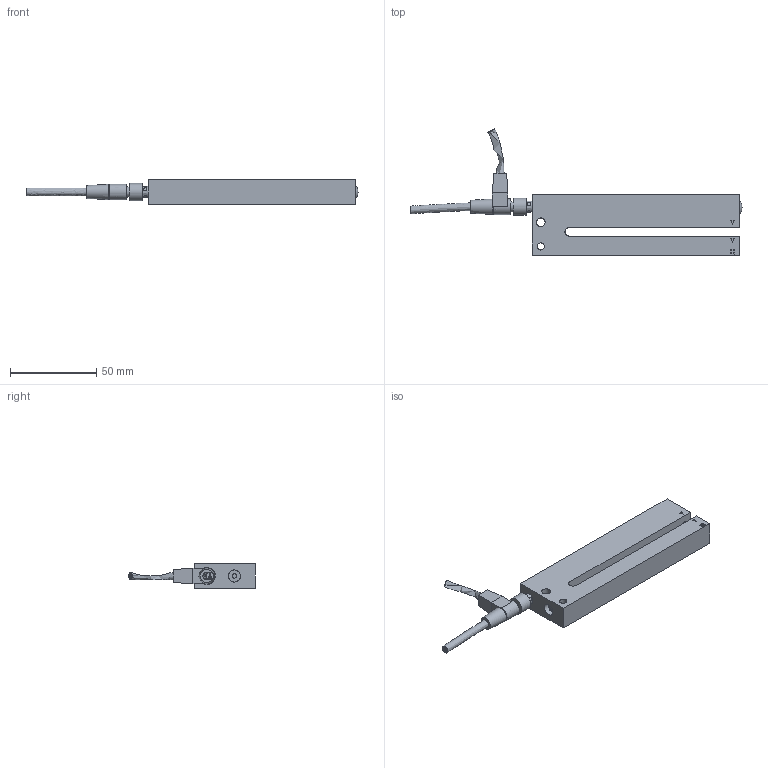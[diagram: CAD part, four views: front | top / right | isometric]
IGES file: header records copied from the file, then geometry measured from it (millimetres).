
Global section: file name: OGUTI_005_100; native system: Autodesk Inventor 2015; preprocessor: unknown; author: lck; date: 20150722.110329; units: millimetre
Bounding box: 192.22 x 73.09 x 14 mm (x, y, z)
Volume: 56912.8 mm3; surface area: 18687.5 mm2
Topology: 5 solids, 5 shells, 145 faces, 336 edges, 227 vertices
Faces by surface type: bspline 145
